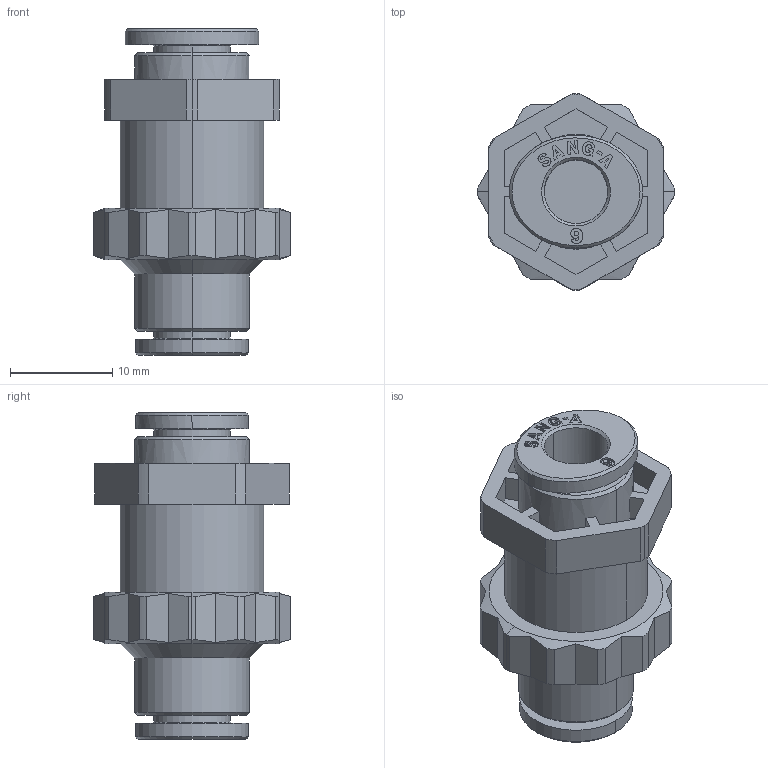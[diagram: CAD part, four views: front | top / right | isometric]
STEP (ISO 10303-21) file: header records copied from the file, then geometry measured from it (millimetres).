
FILE_DESCRIPTION((''),'2;1');
FILE_NAME('GPPM_06(3D).stp','2012-12-26T18:28:02',(''),(''),'Mechanical Desktop.R8.0.24.0','Mechanical Desktop.R8.0.24.0',', , ');
FILE_SCHEMA(('CONFIG_CONTROL_DESIGN'));
Length unit declared in the file: millimetre
Products named in the file (2): GPPM_06(3D); ºÎÇ°1
Assembly tree (1 placements, depth 2):
  GPPM_06(3D)
    ºÎÇ°1
Bounding box: 19.2 x 19.2 x 31.9 mm (x, y, z)
Volume: 3927.6 mm3; surface area: 3124.5 mm2
Topology: 1 solids, 1 shells, 534 faces, 1487 edges, 985 vertices
Faces by surface type: plane 400, cylinder 60, bspline 56, cone 18
Entity records: 18157 total; most frequent: CARTESIAN_POINT 4464, ORIENTED_EDGE 2974, DIRECTION 2646, EDGE_CURVE 1487, VECTOR 1176, LINE 1176, VERTEX_POINT 985, AXIS2_PLACEMENT_3D 735
